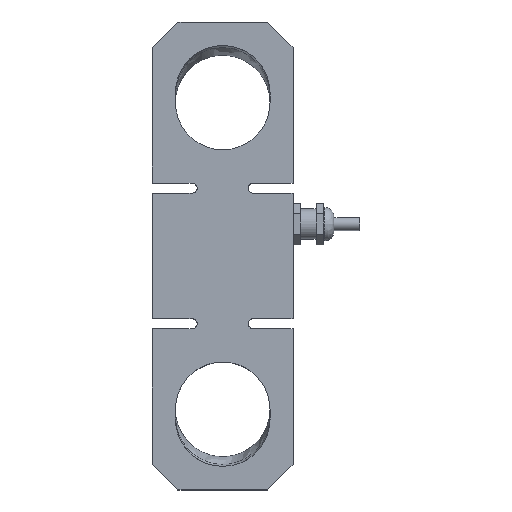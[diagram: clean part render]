
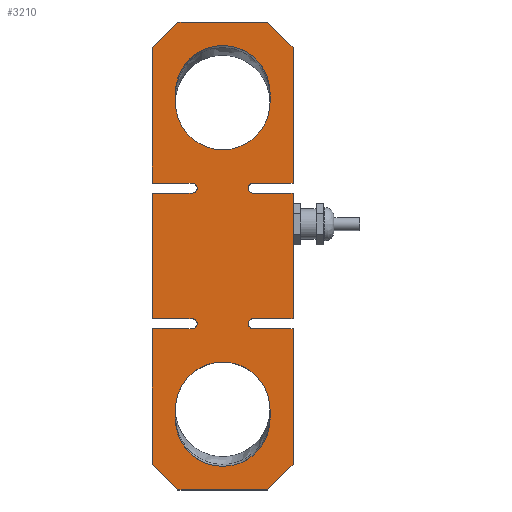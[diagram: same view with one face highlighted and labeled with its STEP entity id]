
A CAD part, top view. The second image highlights one B-rep face of the part: STEP entity #3210.
In plain terms, the highlighted planar face has unit normal (0, 0, 1).
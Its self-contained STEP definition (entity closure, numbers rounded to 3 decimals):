
#263=FACE_BOUND('',#685,.T.);
#264=FACE_BOUND('',#686,.T.);
#303=PLANE('',#3447);
#487=FACE_OUTER_BOUND('',#684,.T.);
#684=EDGE_LOOP('',(#2774,#2775,#2776,#2777,#2778,#2779,#2780,#2781,#2782,
#2783,#2784,#2785,#2786,#2787,#2788,#2789,#2790,#2791,#2792,#2793,#2794,
#2795,#2796,#2797));
#685=EDGE_LOOP('',(#2798,#2799,#2800,#2801));
#686=EDGE_LOOP('',(#2802,#2803,#2804,#2805));
#845=LINE('',#11279,#1057);
#853=LINE('',#11299,#1065);
#881=LINE('',#11367,#1093);
#883=LINE('',#11371,#1095);
#884=LINE('',#11375,#1096);
#885=LINE('',#11377,#1097);
#886=LINE('',#11379,#1098);
#887=LINE('',#11381,#1099);
#888=LINE('',#11383,#1100);
#889=LINE('',#11387,#1101);
#890=LINE('',#11389,#1102);
#891=LINE('',#11391,#1103);
#892=LINE('',#11395,#1104);
#893=LINE('',#11397,#1105);
#894=LINE('',#11399,#1106);
#895=LINE('',#11401,#1107);
#896=LINE('',#11403,#1108);
#897=LINE('',#11405,#1109);
#898=LINE('',#11407,#1110);
#899=LINE('',#11411,#1111);
#900=LINE('',#11413,#1112);
#901=LINE('',#11415,#1113);
#902=LINE('',#11419,#1114);
#903=LINE('',#11420,#1115);
#1057=VECTOR('',#3962,10.);
#1065=VECTOR('',#3982,10.);
#1093=VECTOR('',#4034,10.);
#1095=VECTOR('',#4038,10.);
#1096=VECTOR('',#4041,10.);
#1097=VECTOR('',#4042,10.);
#1098=VECTOR('',#4043,10.);
#1099=VECTOR('',#4044,10.);
#1100=VECTOR('',#4045,10.);
#1101=VECTOR('',#4048,10.);
#1102=VECTOR('',#4049,10.);
#1103=VECTOR('',#4050,10.);
#1104=VECTOR('',#4053,10.);
#1105=VECTOR('',#4054,10.);
#1106=VECTOR('',#4055,10.);
#1107=VECTOR('',#4056,10.);
#1108=VECTOR('',#4057,10.);
#1109=VECTOR('',#4058,10.);
#1110=VECTOR('',#4059,10.);
#1111=VECTOR('',#4062,10.);
#1112=VECTOR('',#4063,10.);
#1113=VECTOR('',#4064,10.);
#1114=VECTOR('',#4067,10.);
#1115=VECTOR('',#4068,10.);
#1197=CIRCLE('',#3429,18.5);
#1199=CIRCLE('',#3435,18.5);
#1206=CIRCLE('',#3448,2.);
#1207=CIRCLE('',#3449,2.);
#1208=CIRCLE('',#3450,2.);
#1209=CIRCLE('',#3451,2.);
#1210=CIRCLE('',#3452,18.5);
#1211=CIRCLE('',#3453,18.5);
#1453=VERTEX_POINT('',#11276);
#1454=VERTEX_POINT('',#11278);
#1455=VERTEX_POINT('',#11282);
#1459=VERTEX_POINT('',#11296);
#1460=VERTEX_POINT('',#11298);
#1461=VERTEX_POINT('',#11302);
#1488=VERTEX_POINT('',#11365);
#1489=VERTEX_POINT('',#11369);
#1490=VERTEX_POINT('',#11373);
#1491=VERTEX_POINT('',#11374);
#1492=VERTEX_POINT('',#11376);
#1493=VERTEX_POINT('',#11378);
#1494=VERTEX_POINT('',#11380);
#1495=VERTEX_POINT('',#11382);
#1496=VERTEX_POINT('',#11384);
#1497=VERTEX_POINT('',#11386);
#1498=VERTEX_POINT('',#11388);
#1499=VERTEX_POINT('',#11390);
#1500=VERTEX_POINT('',#11392);
#1501=VERTEX_POINT('',#11394);
#1502=VERTEX_POINT('',#11396);
#1503=VERTEX_POINT('',#11398);
#1504=VERTEX_POINT('',#11400);
#1505=VERTEX_POINT('',#11402);
#1506=VERTEX_POINT('',#11404);
#1507=VERTEX_POINT('',#11406);
#1508=VERTEX_POINT('',#11408);
#1509=VERTEX_POINT('',#11410);
#1510=VERTEX_POINT('',#11412);
#1511=VERTEX_POINT('',#11414);
#1512=VERTEX_POINT('',#11416);
#1513=VERTEX_POINT('',#11418);
#1892=EDGE_CURVE('',#1454,#1453,#845,.T.);
#1895=EDGE_CURVE('',#1453,#1455,#1197,.T.);
#1902=EDGE_CURVE('',#1460,#1459,#853,.T.);
#1905=EDGE_CURVE('',#1459,#1461,#1199,.T.);
#1937=EDGE_CURVE('',#1461,#1488,#881,.T.);
#1939=EDGE_CURVE('',#1455,#1489,#883,.T.);
#1940=EDGE_CURVE('',#1490,#1491,#884,.T.);
#1941=EDGE_CURVE('',#1490,#1492,#885,.T.);
#1942=EDGE_CURVE('',#1493,#1492,#886,.T.);
#1943=EDGE_CURVE('',#1493,#1494,#887,.T.);
#1944=EDGE_CURVE('',#1494,#1495,#888,.T.);
#1945=EDGE_CURVE('',#1495,#1496,#1206,.T.);
#1946=EDGE_CURVE('',#1496,#1497,#889,.T.);
#1947=EDGE_CURVE('',#1497,#1498,#890,.T.);
#1948=EDGE_CURVE('',#1498,#1499,#891,.T.);
#1949=EDGE_CURVE('',#1499,#1500,#1207,.T.);
#1950=EDGE_CURVE('',#1500,#1501,#892,.T.);
#1951=EDGE_CURVE('',#1501,#1502,#893,.T.);
#1952=EDGE_CURVE('',#1503,#1502,#894,.T.);
#1953=EDGE_CURVE('',#1503,#1504,#895,.T.);
#1954=EDGE_CURVE('',#1505,#1504,#896,.T.);
#1955=EDGE_CURVE('',#1505,#1506,#897,.T.);
#1956=EDGE_CURVE('',#1506,#1507,#898,.T.);
#1957=EDGE_CURVE('',#1507,#1508,#1208,.T.);
#1958=EDGE_CURVE('',#1508,#1509,#899,.T.);
#1959=EDGE_CURVE('',#1509,#1510,#900,.T.);
#1960=EDGE_CURVE('',#1510,#1511,#901,.T.);
#1961=EDGE_CURVE('',#1511,#1512,#1209,.T.);
#1962=EDGE_CURVE('',#1512,#1513,#902,.T.);
#1963=EDGE_CURVE('',#1513,#1491,#903,.T.);
#1964=EDGE_CURVE('',#1488,#1460,#1210,.T.);
#1965=EDGE_CURVE('',#1489,#1454,#1211,.T.);
#2774=ORIENTED_EDGE('',*,*,#1940,.F.);
#2775=ORIENTED_EDGE('',*,*,#1941,.T.);
#2776=ORIENTED_EDGE('',*,*,#1942,.F.);
#2777=ORIENTED_EDGE('',*,*,#1943,.T.);
#2778=ORIENTED_EDGE('',*,*,#1944,.T.);
#2779=ORIENTED_EDGE('',*,*,#1945,.T.);
#2780=ORIENTED_EDGE('',*,*,#1946,.T.);
#2781=ORIENTED_EDGE('',*,*,#1947,.T.);
#2782=ORIENTED_EDGE('',*,*,#1948,.T.);
#2783=ORIENTED_EDGE('',*,*,#1949,.T.);
#2784=ORIENTED_EDGE('',*,*,#1950,.T.);
#2785=ORIENTED_EDGE('',*,*,#1951,.T.);
#2786=ORIENTED_EDGE('',*,*,#1952,.F.);
#2787=ORIENTED_EDGE('',*,*,#1953,.T.);
#2788=ORIENTED_EDGE('',*,*,#1954,.F.);
#2789=ORIENTED_EDGE('',*,*,#1955,.T.);
#2790=ORIENTED_EDGE('',*,*,#1956,.T.);
#2791=ORIENTED_EDGE('',*,*,#1957,.T.);
#2792=ORIENTED_EDGE('',*,*,#1958,.T.);
#2793=ORIENTED_EDGE('',*,*,#1959,.T.);
#2794=ORIENTED_EDGE('',*,*,#1960,.T.);
#2795=ORIENTED_EDGE('',*,*,#1961,.T.);
#2796=ORIENTED_EDGE('',*,*,#1962,.T.);
#2797=ORIENTED_EDGE('',*,*,#1963,.T.);
#2798=ORIENTED_EDGE('',*,*,#1902,.T.);
#2799=ORIENTED_EDGE('',*,*,#1905,.T.);
#2800=ORIENTED_EDGE('',*,*,#1937,.T.);
#2801=ORIENTED_EDGE('',*,*,#1964,.T.);
#2802=ORIENTED_EDGE('',*,*,#1939,.T.);
#2803=ORIENTED_EDGE('',*,*,#1965,.T.);
#2804=ORIENTED_EDGE('',*,*,#1892,.T.);
#2805=ORIENTED_EDGE('',*,*,#1895,.T.);
#3210=ADVANCED_FACE('',(#487,#263,#264),#303,.T.);
#3429=AXIS2_PLACEMENT_3D('',#11284,#3967,#3968);
#3435=AXIS2_PLACEMENT_3D('',#11304,#3987,#3988);
#3447=AXIS2_PLACEMENT_3D('',#11372,#4039,#4040);
#3448=AXIS2_PLACEMENT_3D('',#11385,#4046,#4047);
#3449=AXIS2_PLACEMENT_3D('',#11393,#4051,#4052);
#3450=AXIS2_PLACEMENT_3D('',#11409,#4060,#4061);
#3451=AXIS2_PLACEMENT_3D('',#11417,#4065,#4066);
#3452=AXIS2_PLACEMENT_3D('',#11421,#4069,#4070);
#3453=AXIS2_PLACEMENT_3D('',#11422,#4071,#4072);
#3962=DIRECTION('',(0.,1.,0.));
#3967=DIRECTION('center_axis',(0.,0.,-1.));
#3968=DIRECTION('ref_axis',(1.,0.,0.));
#3982=DIRECTION('',(0.,-1.,0.));
#3987=DIRECTION('center_axis',(0.,0.,-1.));
#3988=DIRECTION('ref_axis',(1.,0.,0.));
#4034=DIRECTION('',(0.,1.,0.));
#4038=DIRECTION('',(0.,-1.,0.));
#4039=DIRECTION('center_axis',(0.,0.,1.));
#4040=DIRECTION('ref_axis',(1.,0.,0.));
#4041=DIRECTION('',(-0.707,0.707,0.));
#4042=DIRECTION('',(1.,0.,0.));
#4043=DIRECTION('',(-0.707,-0.707,0.));
#4044=DIRECTION('',(0.,1.,0.));
#4045=DIRECTION('',(-1.,0.,0.));
#4046=DIRECTION('center_axis',(0.,0.,-1.));
#4047=DIRECTION('ref_axis',(1.,0.,0.));
#4048=DIRECTION('',(1.,0.,0.));
#4049=DIRECTION('',(0.,1.,0.));
#4050=DIRECTION('',(-1.,0.,0.));
#4051=DIRECTION('center_axis',(0.,0.,-1.));
#4052=DIRECTION('ref_axis',(1.,0.,0.));
#4053=DIRECTION('',(1.,0.,0.));
#4054=DIRECTION('',(0.,1.,0.));
#4055=DIRECTION('',(0.707,-0.707,0.));
#4056=DIRECTION('',(-1.,0.,0.));
#4057=DIRECTION('',(0.707,0.707,0.));
#4058=DIRECTION('',(0.,-1.,0.));
#4059=DIRECTION('',(1.,0.,0.));
#4060=DIRECTION('center_axis',(0.,0.,-1.));
#4061=DIRECTION('ref_axis',(1.,0.,0.));
#4062=DIRECTION('',(-1.,0.,0.));
#4063=DIRECTION('',(0.,-1.,0.));
#4064=DIRECTION('',(1.,0.,0.));
#4065=DIRECTION('center_axis',(0.,0.,-1.));
#4066=DIRECTION('ref_axis',(1.,0.,0.));
#4067=DIRECTION('',(-1.,0.,0.));
#4068=DIRECTION('',(0.,-1.,0.));
#4069=DIRECTION('center_axis',(0.,0.,-1.));
#4070=DIRECTION('ref_axis',(1.,0.,0.));
#4071=DIRECTION('center_axis',(0.,0.,-1.));
#4072=DIRECTION('ref_axis',(1.,0.,0.));
#11276=CARTESIAN_POINT('',(-18.5,63.81,17.));
#11278=CARTESIAN_POINT('',(-18.5,60.,17.));
#11279=CARTESIAN_POINT('',(-18.5,30.,17.));
#11282=CARTESIAN_POINT('',(18.5,63.81,17.));
#11284=CARTESIAN_POINT('Origin',(0.,63.81,17.));
#11296=CARTESIAN_POINT('',(18.5,-63.81,17.));
#11298=CARTESIAN_POINT('',(18.5,-60.,17.));
#11299=CARTESIAN_POINT('',(18.5,-30.,17.));
#11302=CARTESIAN_POINT('',(-18.5,-63.81,17.));
#11304=CARTESIAN_POINT('Origin',(0.,-63.81,17.));
#11365=CARTESIAN_POINT('',(-18.5,-60.,17.));
#11367=CARTESIAN_POINT('',(-18.5,-31.905,17.));
#11369=CARTESIAN_POINT('',(18.5,60.,17.));
#11371=CARTESIAN_POINT('',(18.5,31.905,17.));
#11372=CARTESIAN_POINT('Origin',(0.,0.,17.));
#11373=CARTESIAN_POINT('',(-17.5,-91.5,17.));
#11374=CARTESIAN_POINT('',(-27.5,-81.5,17.));
#11375=CARTESIAN_POINT('',(-38.5,-70.5,17.));
#11376=CARTESIAN_POINT('',(17.5,-91.5,17.));
#11377=CARTESIAN_POINT('',(27.5,-91.5,17.));
#11378=CARTESIAN_POINT('',(27.5,-81.5,17.));
#11379=CARTESIAN_POINT('',(38.5,-70.5,17.));
#11380=CARTESIAN_POINT('',(27.5,-28.5,17.));
#11381=CARTESIAN_POINT('',(27.5,91.5,17.));
#11382=CARTESIAN_POINT('',(12.,-28.5,17.));
#11383=CARTESIAN_POINT('',(12.,-28.5,17.));
#11384=CARTESIAN_POINT('',(12.,-24.5,17.));
#11385=CARTESIAN_POINT('Origin',(12.,-26.5,17.));
#11386=CARTESIAN_POINT('',(27.5,-24.5,17.));
#11387=CARTESIAN_POINT('',(12.,-24.5,17.));
#11388=CARTESIAN_POINT('',(27.5,24.5,17.));
#11389=CARTESIAN_POINT('',(27.5,91.5,17.));
#11390=CARTESIAN_POINT('',(12.,24.5,17.));
#11391=CARTESIAN_POINT('',(12.,24.5,17.));
#11392=CARTESIAN_POINT('',(12.,28.5,17.));
#11393=CARTESIAN_POINT('Origin',(12.,26.5,17.));
#11394=CARTESIAN_POINT('',(27.5,28.5,17.));
#11395=CARTESIAN_POINT('',(12.,28.5,17.));
#11396=CARTESIAN_POINT('',(27.5,81.5,17.));
#11397=CARTESIAN_POINT('',(27.5,91.5,17.));
#11398=CARTESIAN_POINT('',(17.5,91.5,17.));
#11399=CARTESIAN_POINT('',(38.5,70.5,17.));
#11400=CARTESIAN_POINT('',(-17.5,91.5,17.));
#11401=CARTESIAN_POINT('',(-27.5,91.5,17.));
#11402=CARTESIAN_POINT('',(-27.5,81.5,17.));
#11403=CARTESIAN_POINT('',(-38.5,70.5,17.));
#11404=CARTESIAN_POINT('',(-27.5,28.5,17.));
#11405=CARTESIAN_POINT('',(-27.5,-91.5,17.));
#11406=CARTESIAN_POINT('',(-12.,28.5,17.));
#11407=CARTESIAN_POINT('',(-12.,28.5,17.));
#11408=CARTESIAN_POINT('',(-12.,24.5,17.));
#11409=CARTESIAN_POINT('Origin',(-12.,26.5,17.));
#11410=CARTESIAN_POINT('',(-27.5,24.5,17.));
#11411=CARTESIAN_POINT('',(-12.,24.5,17.));
#11412=CARTESIAN_POINT('',(-27.5,-24.5,17.));
#11413=CARTESIAN_POINT('',(-27.5,-91.5,17.));
#11414=CARTESIAN_POINT('',(-12.,-24.5,17.));
#11415=CARTESIAN_POINT('',(-12.,-24.5,17.));
#11416=CARTESIAN_POINT('',(-12.,-28.5,17.));
#11417=CARTESIAN_POINT('Origin',(-12.,-26.5,17.));
#11418=CARTESIAN_POINT('',(-27.5,-28.5,17.));
#11419=CARTESIAN_POINT('',(-12.,-28.5,17.));
#11420=CARTESIAN_POINT('',(-27.5,-91.5,17.));
#11421=CARTESIAN_POINT('Origin',(0.,-60.,17.));
#11422=CARTESIAN_POINT('Origin',(0.,60.,17.));
